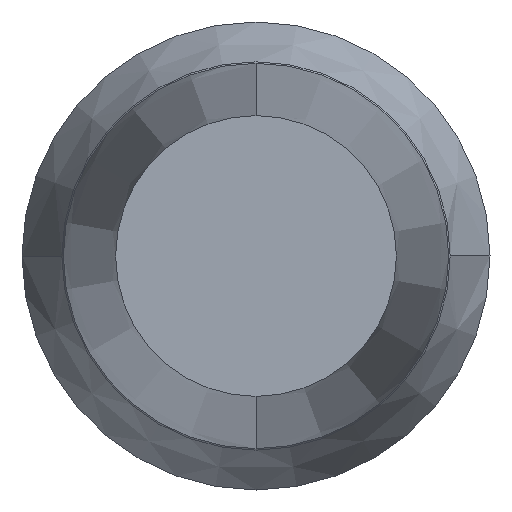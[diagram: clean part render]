
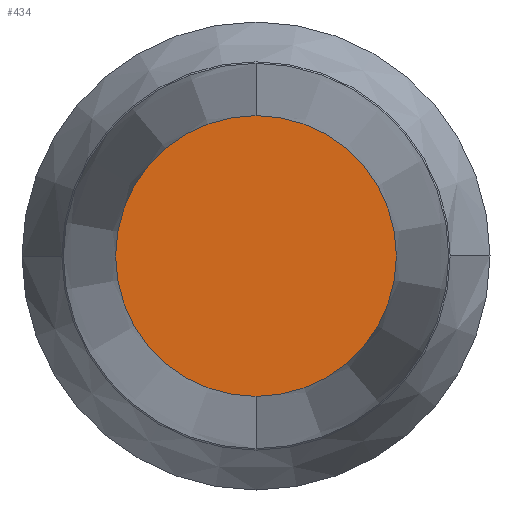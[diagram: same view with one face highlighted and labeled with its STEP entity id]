
A CAD part, front view. The second image highlights one B-rep face of the part: STEP entity #434.
In plain terms, the highlighted planar face has unit normal (0, -1, 0).
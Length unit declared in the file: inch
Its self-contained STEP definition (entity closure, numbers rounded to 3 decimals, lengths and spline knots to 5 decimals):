
#55 = FACE_OUTER_BOUND ( 'NONE', #350, .T. ) ;
#61 = CARTESIAN_POINT ( 'NONE',  ( 0., 0., 0. ) ) ;
#73 = CIRCLE ( 'NONE', #293, 0.09375 ) ;
#135 = VERTEX_POINT ( 'NONE', #280 ) ;
#194 = AXIS2_PLACEMENT_3D ( 'NONE', #309, #206, #303 ) ;
#203 = DIRECTION ( 'NONE',  ( 0., 0., -1. ) ) ;
#205 = DIRECTION ( 'NONE',  ( 0., -1., 0. ) ) ;
#206 = DIRECTION ( 'NONE',  ( 0., -1., 0. ) ) ;
#280 = CARTESIAN_POINT ( 'NONE',  ( 0., 0., -0.09375 ) ) ;
#293 = AXIS2_PLACEMENT_3D ( 'NONE', #443, #205, #339 ) ;
#297 = CARTESIAN_POINT ( 'NONE',  ( 0., 0., 0.09375 ) ) ;
#303 = DIRECTION ( 'NONE',  ( 0., 0., -1. ) ) ;
#308 = VERTEX_POINT ( 'NONE', #297 ) ;
#309 = CARTESIAN_POINT ( 'NONE',  ( 0., 0., 0. ) ) ;
#317 = EDGE_CURVE ( 'NONE', #135, #308, #73, .T. ) ;
#331 = AXIS2_PLACEMENT_3D ( 'NONE', #61, #445, #203 ) ;
#339 = DIRECTION ( 'NONE',  ( 0., 0., -1. ) ) ;
#350 = EDGE_LOOP ( 'NONE', ( #422, #407 ) ) ;
#386 = EDGE_CURVE ( 'NONE', #308, #135, #389, .T. ) ;
#389 = CIRCLE ( 'NONE', #194, 0.09375 ) ;
#407 = ORIENTED_EDGE ( 'NONE', *, *, #317, .T. ) ;
#408 = PLANE ( 'NONE',  #331 ) ;
#422 = ORIENTED_EDGE ( 'NONE', *, *, #386, .T. ) ;
#434 = ADVANCED_FACE ( 'NONE', ( #55 ), #408, .T. ) ;
#443 = CARTESIAN_POINT ( 'NONE',  ( 0., 0., 0. ) ) ;
#445 = DIRECTION ( 'NONE',  ( 0., -1., 0. ) ) ;
